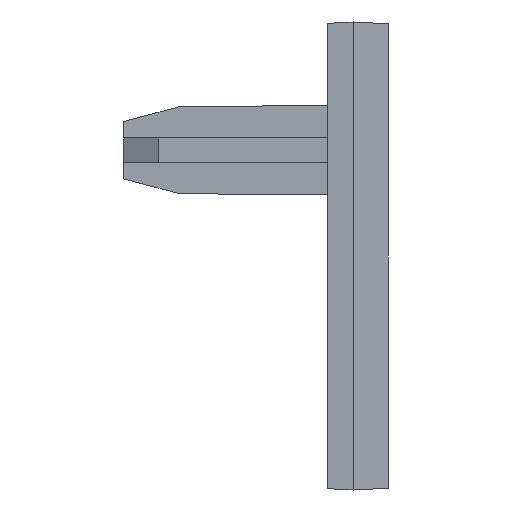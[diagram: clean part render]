
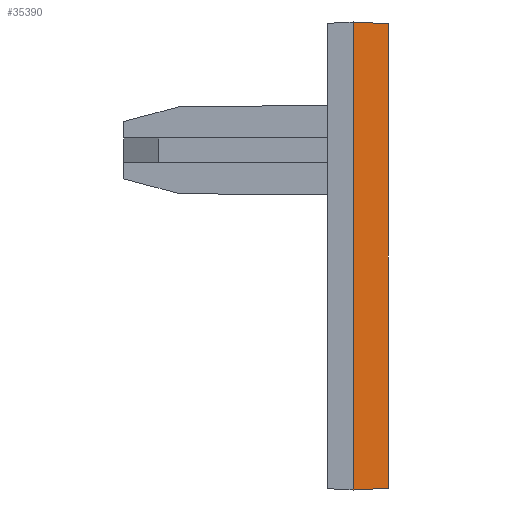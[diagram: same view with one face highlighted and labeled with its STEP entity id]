
A CAD part, left-side view. The second image highlights one B-rep face of the part: STEP entity #35390.
In plain terms, the highlighted face is planar.
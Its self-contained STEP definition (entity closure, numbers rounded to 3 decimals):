
#520=CARTESIAN_POINT('',(24.572,4.42,
56.65));
#530=VERTEX_POINT('',#520);
#560=CARTESIAN_POINT('',(25.187,4.42,
56.65));
#570=DIRECTION('',(-1.,0.,0.));
#580=VECTOR('',#570,1.);
#590=LINE('',#560,#580);
#600=CARTESIAN_POINT('',(13.163,4.42,
56.65));
#610=VERTEX_POINT('',#600);
#620=EDGE_CURVE('',#530,#610,#590,.T.);
#900=CARTESIAN_POINT('',(13.118,3.556,
56.695));
#910=VERTEX_POINT('',#900);
#7890=CARTESIAN_POINT('',(24.618,3.556,
56.695));
#7900=VERTEX_POINT('',#7890);
#7930=CARTESIAN_POINT('',(26.174,-26.13,
58.251));
#7940=DIRECTION('',(0.052,-0.997,
0.052));
#7950=VECTOR('',#7940,1.);
#7960=LINE('',#7930,#7950);
#7970=EDGE_CURVE('',#530,#7900,#7960,.T.);
#18330=CARTESIAN_POINT('',(24.694,3.556,
56.695));
#18340=DIRECTION('',(-1.,0.,0.));
#18350=VECTOR('',#18340,1.);
#18360=LINE('',#18330,#18350);
#18370=EDGE_CURVE('',#7900,#910,#18360,.T.);
#35230=CARTESIAN_POINT('',(24.488,3.556,
56.695));
#35240=DIRECTION('',(0.,-0.052,
-0.999));
#35250=DIRECTION('',(0.,0.999,
-0.052));
#35260=AXIS2_PLACEMENT_3D('',#35230,#35240,#35250);
#35270=PLANE('',#35260);
#35280=ORIENTED_EDGE('',*,*,#620,.T.);
#35290=ORIENTED_EDGE('',*,*,#7970,.F.);
#35300=ORIENTED_EDGE('',*,*,#18370,.F.);
#35310=CARTESIAN_POINT('',(11.562,-26.13,
58.251));
#35320=DIRECTION('',(-0.052,-0.997,
0.052));
#35330=VECTOR('',#35320,1.);
#35340=LINE('',#35310,#35330);
#35350=EDGE_CURVE('',#610,#910,#35340,.T.);
#35360=ORIENTED_EDGE('',*,*,#35350,.T.);
#35370=EDGE_LOOP('',(#35360,#35300,#35290,#35280));
#35380=FACE_OUTER_BOUND('',#35370,.T.);
#35390=ADVANCED_FACE('',(#35380),#35270,.F.);
